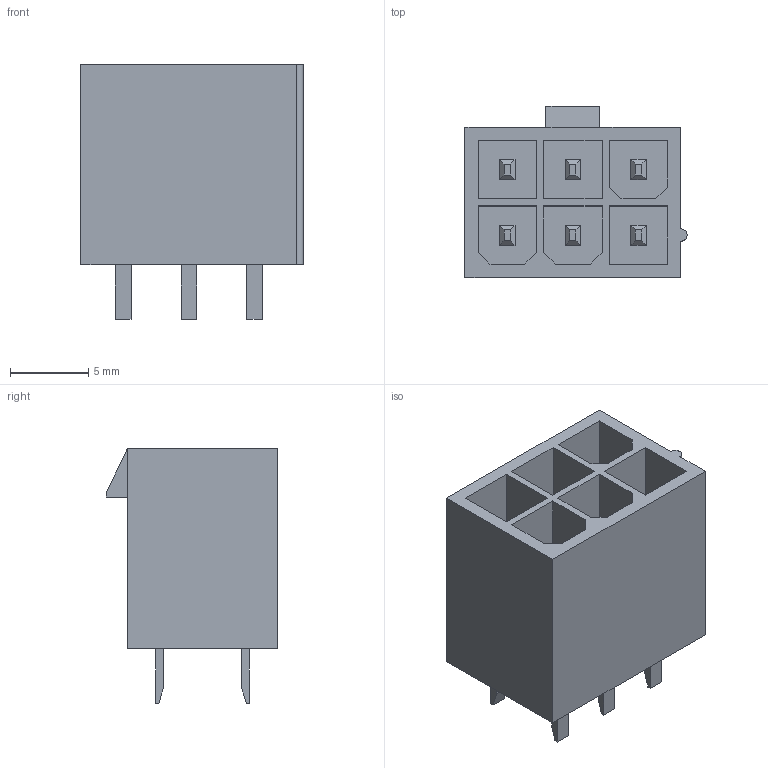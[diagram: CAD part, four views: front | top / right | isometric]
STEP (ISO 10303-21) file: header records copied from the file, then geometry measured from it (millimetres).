
FILE_DESCRIPTION(/* description */ (''),/* implementation_level */ '2;1');
FILE_NAME(/* name */ 'MOLEX-6 v2.step',/* time_stamp */ '2022-07-01T14:29:50-07:00',/* author */ (''),/* organization */ (''),/* preprocessor_version */ 'ST-DEVELOPER v19',/* originating_system */ 'Autodesk Translation Framework v11.7.0.108',/* authorisation */ '');
FILE_SCHEMA (('AUTOMOTIVE_DESIGN { 1 0 10303 214 3 1 1 }'));
Length unit declared in the file: millimetre
Products named in the file (1): MOLEX-6
Bounding box: 14.2 x 10.95 x 16.3 mm (x, y, z)
Volume: 851.7 mm3; surface area: 2150.3 mm2
Topology: 13 solids, 13 shells, 151 faces, 331 edges, 212 vertices
Faces by surface type: plane 150, cylinder 1
Entity records: 4054 total; most frequent: CARTESIAN_POINT 695, ORIENTED_EDGE 662, DIRECTION 637, EDGE_CURVE 331, LINE 329, VECTOR 329, VERTEX_POINT 212, EDGE_LOOP 157
